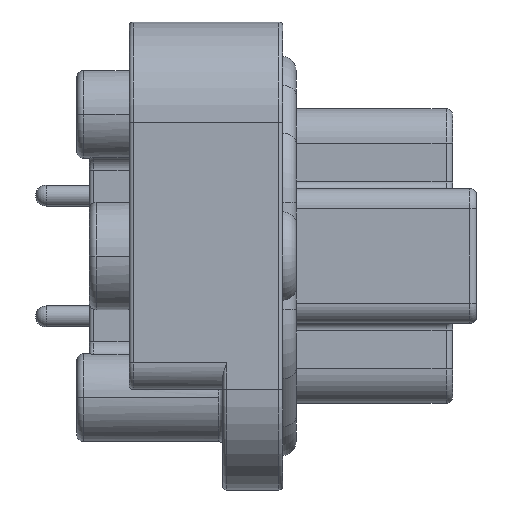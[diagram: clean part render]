
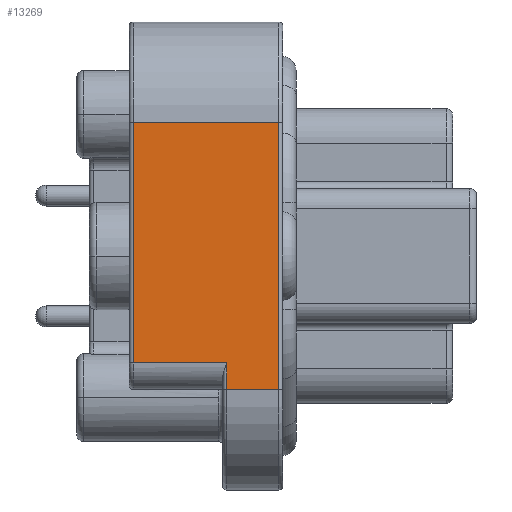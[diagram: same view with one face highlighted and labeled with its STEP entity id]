
A CAD part, left-side view. The second image highlights one B-rep face of the part: STEP entity #13269.
In plain terms, the highlighted planar face has unit normal (-1, 0, 0).
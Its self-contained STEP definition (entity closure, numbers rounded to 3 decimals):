
#544=DIRECTION('',(0.,0.,1.));
#545=VECTOR('',#544,20.05);
#546=CARTESIAN_POINT('',(-29.6,19.59,-10.025));
#547=LINE('',#546,#545);
#632=DIRECTION('',(0.,1.,0.));
#633=VECTOR('',#632,10.96);
#634=CARTESIAN_POINT('',(-29.6,19.59,10.025));
#635=LINE('',#634,#633);
#640=DIRECTION('',(0.,0.,-1.));
#641=VECTOR('',#640,18.08);
#642=CARTESIAN_POINT('',(-29.6,30.55,10.025));
#643=LINE('',#642,#641);
#789=DIRECTION('',(0.,-1.,0.));
#790=VECTOR('',#789,7.04);
#791=CARTESIAN_POINT('',(-29.6,30.55,-8.055));
#792=LINE('',#791,#790);
#805=DIRECTION('',(0.,0.,-1.));
#806=VECTOR('',#805,1.97);
#807=CARTESIAN_POINT('',(-29.6,23.51,-8.055));
#808=LINE('',#807,#806);
#828=DIRECTION('',(0.,-1.,0.));
#829=VECTOR('',#828,3.92);
#830=CARTESIAN_POINT('',(-29.6,23.51,-10.025));
#831=LINE('',#830,#829);
#11932=CARTESIAN_POINT('',(-29.6,19.59,-10.025));
#11933=VERTEX_POINT('',#11932);
#11934=CARTESIAN_POINT('',(-29.6,19.59,10.025));
#11935=VERTEX_POINT('',#11934);
#11948=CARTESIAN_POINT('',(-29.6,30.55,10.025));
#11949=VERTEX_POINT('',#11948);
#11952=CARTESIAN_POINT('',(-29.6,30.55,-8.055));
#11953=VERTEX_POINT('',#11952);
#11954=CARTESIAN_POINT('',(-29.6,23.51,-10.025));
#11955=VERTEX_POINT('',#11954);
#11956=CARTESIAN_POINT('',(-29.6,23.51,-8.055));
#11957=VERTEX_POINT('',#11956);
#13252=CARTESIAN_POINT('',(-29.6,19.29,-10.025));
#13253=DIRECTION('',(-1.,0.,0.));
#13254=DIRECTION('',(0.,0.,1.));
#13255=AXIS2_PLACEMENT_3D('',#13252,#13253,#13254);
#13256=PLANE('',#13255);
#13258=ORIENTED_EDGE('',*,*,#13257,.F.);
#13259=ORIENTED_EDGE('',*,*,#13243,.F.);
#13260=ORIENTED_EDGE('',*,*,#13133,.F.);
#13262=ORIENTED_EDGE('',*,*,#13261,.F.);
#13264=ORIENTED_EDGE('',*,*,#13263,.F.);
#13266=ORIENTED_EDGE('',*,*,#13265,.F.);
#13267=EDGE_LOOP('',(#13258,#13259,#13260,#13262,#13264,#13266));
#13268=FACE_OUTER_BOUND('',#13267,.F.);
#13269=ADVANCED_FACE('',(#13268),#13256,.T.);
#13133=EDGE_CURVE('',#11933,#11935,#547,.T.);
#13243=EDGE_CURVE('',#11935,#11949,#635,.T.);
#13257=EDGE_CURVE('',#11949,#11953,#643,.T.);
#13261=EDGE_CURVE('',#11955,#11933,#831,.T.);
#13263=EDGE_CURVE('',#11957,#11955,#808,.T.);
#13265=EDGE_CURVE('',#11953,#11957,#792,.T.);
